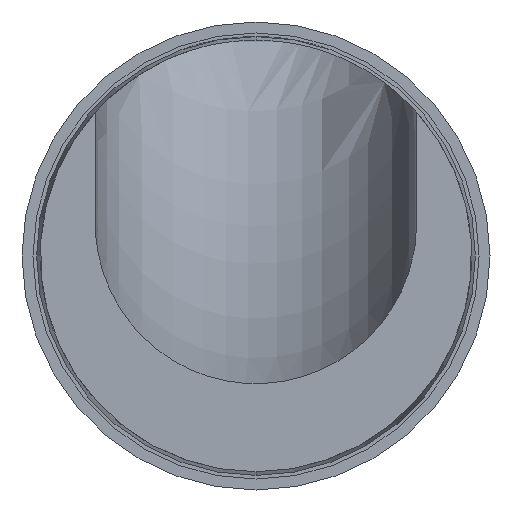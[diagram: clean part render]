
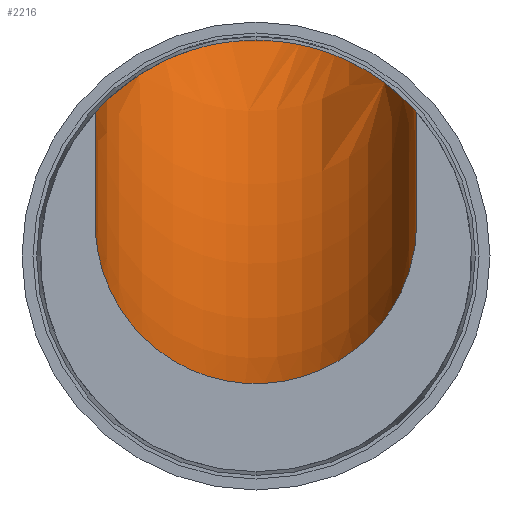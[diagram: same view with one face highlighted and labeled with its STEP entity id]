
A CAD part, front view. The second image highlights one B-rep face of the part: STEP entity #2216.
In plain terms, the highlighted toroidal (fillet/blend) face has major radius 13.9 mm and minor radius 1.1 mm.
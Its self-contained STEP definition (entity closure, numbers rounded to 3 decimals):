
#10 = EDGE_CURVE ( 'Defeature ausgef�hrt2_3+Defeature ausgef�hrt2_11+Defeature ausgef�hrt2_10+Defeature ausgef�hrt2_12', #2322, #2043, #2927, .T. ) ;
#65 = CARTESIAN_POINT ( 'NONE',  ( 1.1, -23.258, 0.983 ) ) ;
#89 = CARTESIAN_POINT ( 'NONE',  ( 1.027, -22.302, 1.059 ) ) ;
#130 = CARTESIAN_POINT ( 'NONE',  ( -0.553, -27., -0.734 ) ) ;
#148 = CARTESIAN_POINT ( 'NONE',  ( -0.288, -27., -0.844 ) ) ;
#361 = CARTESIAN_POINT ( 'NONE',  ( 0.962, -27., -0.324 ) ) ;
#367 = CARTESIAN_POINT ( 'NONE',  ( 1.085, -22.938, 1. ) ) ;
#405 = DIRECTION ( 'NONE',  ( -1., 0., 0. ) ) ;
#446 = CARTESIAN_POINT ( 'NONE',  ( 1.1, -23.581, 0.983 ) ) ;
#460 = CARTESIAN_POINT ( 'NONE',  ( -0.853, -21.359, 1.205 ) ) ;
#470 = EDGE_CURVE ( 'Defeature ausgef�hrt2_3+Defeature ausgef�hrt2_11+Defeature ausgef�hrt2_10+Defeature ausgef�hrt2_12', #2043, #1752, #1574, .T. ) ;
#606 = TOROIDAL_SURFACE ( 'NONE', #749, 13.9, 1.1 ) ;
#642 = CARTESIAN_POINT ( 'NONE',  ( 0.676, -27., -0.652 ) ) ;
#689 = CARTESIAN_POINT ( 'NONE',  ( -0.962, -27., -0.324 ) ) ;
#728 = DIRECTION ( 'NONE',  ( -1., 0., 0. ) ) ;
#738 = CARTESIAN_POINT ( 'NONE',  ( -0.162, -20.14, 1.468 ) ) ;
#739 = CARTESIAN_POINT ( 'NONE',  ( 1.1, -27., 0.231 ) ) ;
#742 = CARTESIAN_POINT ( 'NONE',  ( 1.1, -28.25, 14.075 ) ) ;
#749 = AXIS2_PLACEMENT_3D ( 'NONE', #2720, #405, #3499 ) ;
#868 = VERTEX_POINT ( 'NONE', #739 ) ;
#894 = CARTESIAN_POINT ( 'NONE',  ( 0., -20.111, 1.475 ) ) ;
#905 = CARTESIAN_POINT ( 'NONE',  ( 1.072, -27., -0.057 ) ) ;
#912 = CARTESIAN_POINT ( 'NONE',  ( 0.299, -20.229, 1.446 ) ) ;
#925 = CARTESIAN_POINT ( 'NONE',  ( 0.51, -20.472, 1.388 ) ) ;
#979 = CIRCLE ( 'NONE', #3116, 13.9 ) ;
#1019 = CARTESIAN_POINT ( 'NONE',  ( -0.355, -20.284, 1.433 ) ) ;
#1034 = CARTESIAN_POINT ( 'NONE',  ( -1.085, -22.935, 1. ) ) ;
#1176 = CARTESIAN_POINT ( 'NONE',  ( 0.163, -20.141, 1.468 ) ) ;
#1214 = CARTESIAN_POINT ( 'NONE',  ( 0.858, -21.359, 1.202 ) ) ;
#1245 = CARTESIAN_POINT ( 'NONE',  ( -1.1, -27., 0.231 ) ) ;
#1264 = CARTESIAN_POINT ( 'NONE',  ( -1.1, -27., 0.088 ) ) ;
#1269 = CARTESIAN_POINT ( 'NONE',  ( -1.1, -23.259, 0.983 ) ) ;
#1371 = EDGE_CURVE ( 'Defeature ausgef�hrt2_11+Defeature ausgef�hrt2_10+Defeature ausgef�hrt2_3+Defeature ausgef�hrt2_2', #2322, #3633, #979, .T. ) ;
#1551 = CARTESIAN_POINT ( 'NONE',  ( -1.072, -27., -0.057 ) ) ;
#1574 = B_SPLINE_CURVE_WITH_KNOTS ( 'NONE', 3,
 ( #894, #2343, #1176, #912, #2628, #925, #2898, #2910, #1214, #1792, #89, #367, #65, #1761 ),
 .UNSPECIFIED., .F., .F.,
 ( 4, 2, 2, 2, 2, 2, 4 ),
 ( 0.007, 0.007, 0.007, 0.008, 0.009, 0.01, 0.011 ),
 .UNSPECIFIED. ) ;
#1578 = CARTESIAN_POINT ( 'NONE',  ( -0.889, -21.514, 1.177 ) ) ;
#1591 = CARTESIAN_POINT ( 'NONE',  ( -0.297, -20.228, 1.446 ) ) ;
#1752 = VERTEX_POINT ( 'NONE', #446 ) ;
#1761 = CARTESIAN_POINT ( 'NONE',  ( 1.1, -23.581, 0.983 ) ) ;
#1792 = CARTESIAN_POINT ( 'NONE',  ( 0.985, -21.986, 1.101 ) ) ;
#1847 = CARTESIAN_POINT ( 'NONE',  ( -0.143, -27., -0.873 ) ) ;
#1976 = ORIENTED_EDGE ( 'NONE', *, *, #1371, .T. ) ;
#2043 = VERTEX_POINT ( 'NONE', #2049 ) ;
#2049 = CARTESIAN_POINT ( 'NONE',  ( 0., -20.111, 1.475 ) ) ;
#2138 = FACE_OUTER_BOUND ( 'NONE', #2839, .T. ) ;
#2141 = EDGE_CURVE ( 'Defeature ausgef�hrt2_2+Defeature ausgef�hrt2_11+Defeature ausgef�hrt2_12+Defeature ausgef�hrt2_10', #868, #3633, #2745, .T. ) ;
#2149 = CARTESIAN_POINT ( 'NONE',  ( -1.1, -23.581, 0.983 ) ) ;
#2216 = ADVANCED_FACE ( 'Defeature ausgef�hrt2_11', ( #2138 ), #606, .F. ) ;
#2228 = ORIENTED_EDGE ( 'NONE', *, *, #3154, .F. ) ;
#2298 = ORIENTED_EDGE ( 'NONE', *, *, #10, .F. ) ;
#2322 = VERTEX_POINT ( 'NONE', #3432 ) ;
#2343 = CARTESIAN_POINT ( 'NONE',  ( 0.081, -20.111, 1.475 ) ) ;
#2361 = CARTESIAN_POINT ( 'NONE',  ( 0.881, -27., -0.445 ) ) ;
#2434 = DIRECTION ( 'NONE',  ( 0., 0., 1. ) ) ;
#2454 = CIRCLE ( 'NONE', #2796, 13.9 ) ;
#2482 = DIRECTION ( 'NONE',  ( -1., 0., 0. ) ) ;
#2551 = ORIENTED_EDGE ( 'NONE', *, *, #470, .F. ) ;
#2628 = CARTESIAN_POINT ( 'NONE',  ( 0.357, -20.286, 1.432 ) ) ;
#2660 = CARTESIAN_POINT ( 'NONE',  ( 1.1, -27., 0.231 ) ) ;
#2693 = CARTESIAN_POINT ( 'NONE',  ( -0.881, -27., -0.445 ) ) ;
#2698 = ORIENTED_EDGE ( 'NONE', *, *, #2141, .F. ) ;
#2720 = CARTESIAN_POINT ( 'NONE',  ( 0., -28.25, 14.075 ) ) ;
#2728 = CARTESIAN_POINT ( 'NONE',  ( -1.1, -28.25, 14.075 ) ) ;
#2743 = CARTESIAN_POINT ( 'NONE',  ( -0.984, -21.981, 1.102 ) ) ;
#2745 = B_SPLINE_CURVE_WITH_KNOTS ( 'NONE', 3,
 ( #2660, #3212, #905, #361, #2361, #642, #3494, #3528, #2955, #1847, #148, #130, #3243, #2693, #689, #1551, #1264, #1245 ),
 .UNSPECIFIED., .F., .F.,
 ( 4, 2, 2, 2, 2, 2, 2, 2, 4 ),
 ( 0.004, 0.005, 0.005, 0.006, 0.006, 0.006, 0.007, 0.007, 0.008 ),
 .UNSPECIFIED. ) ;
#2796 = AXIS2_PLACEMENT_3D ( 'NONE', #742, #2482, #2434 ) ;
#2839 = EDGE_LOOP ( 'NONE', ( #2228, #2551, #2298, #1976, #2698 ) ) ;
#2898 = CARTESIAN_POINT ( 'NONE',  ( 0.586, -20.615, 1.356 ) ) ;
#2910 = CARTESIAN_POINT ( 'NONE',  ( 0.777, -21.051, 1.262 ) ) ;
#2927 = B_SPLINE_CURVE_WITH_KNOTS ( 'NONE', 3,
 ( #2149, #1269, #1034, #3253, #2743, #1578, #460, #2992, #3002, #3015, #2961, #1019, #1591, #738, #3562, #3294 ),
 .UNSPECIFIED., .F., .F.,
 ( 4, 2, 2, 2, 2, 2, 2, 4 ),
 ( 0.003, 0.004, 0.005, 0.005, 0.006, 0.006, 0.006, 0.007 ),
 .UNSPECIFIED. ) ;
#2955 = CARTESIAN_POINT ( 'NONE',  ( 0.144, -27., -0.873 ) ) ;
#2961 = CARTESIAN_POINT ( 'NONE',  ( -0.508, -20.469, 1.389 ) ) ;
#2992 = CARTESIAN_POINT ( 'NONE',  ( -0.764, -21.053, 1.263 ) ) ;
#3002 = CARTESIAN_POINT ( 'NONE',  ( -0.712, -20.902, 1.294 ) ) ;
#3015 = CARTESIAN_POINT ( 'NONE',  ( -0.584, -20.611, 1.356 ) ) ;
#3024 = CARTESIAN_POINT ( 'NONE',  ( -1.1, -27., 0.231 ) ) ;
#3116 = AXIS2_PLACEMENT_3D ( 'NONE', #2728, #728, #3567 ) ;
#3154 = EDGE_CURVE ( 'Defeature ausgef�hrt2_12+Defeature ausgef�hrt2_11+Defeature ausgef�hrt2_3+Defeature ausgef�hrt2_2', #1752, #868, #2454, .T. ) ;
#3212 = CARTESIAN_POINT ( 'NONE',  ( 1.1, -27., 0.088 ) ) ;
#3243 = CARTESIAN_POINT ( 'NONE',  ( -0.677, -27., -0.651 ) ) ;
#3253 = CARTESIAN_POINT ( 'NONE',  ( -1.026, -22.296, 1.06 ) ) ;
#3294 = CARTESIAN_POINT ( 'NONE',  ( 0., -20.111, 1.475 ) ) ;
#3432 = CARTESIAN_POINT ( 'NONE',  ( -1.1, -23.581, 0.983 ) ) ;
#3494 = CARTESIAN_POINT ( 'NONE',  ( 0.555, -27., -0.733 ) ) ;
#3499 = DIRECTION ( 'NONE',  ( 0., 0., 1. ) ) ;
#3528 = CARTESIAN_POINT ( 'NONE',  ( 0.288, -27., -0.844 ) ) ;
#3562 = CARTESIAN_POINT ( 'NONE',  ( -0.081, -20.111, 1.475 ) ) ;
#3567 = DIRECTION ( 'NONE',  ( 0., 0., 1. ) ) ;
#3633 = VERTEX_POINT ( 'NONE', #3024 ) ;
